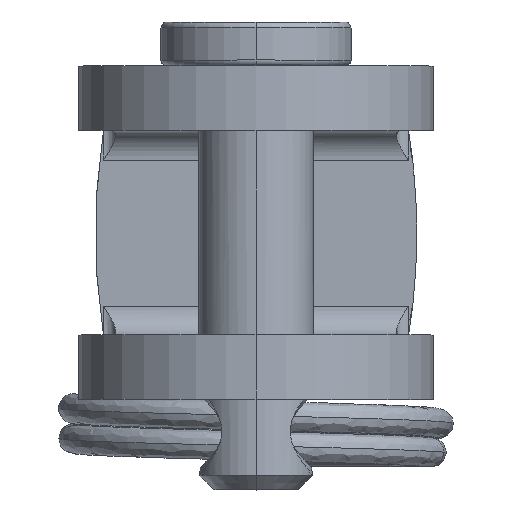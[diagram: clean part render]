
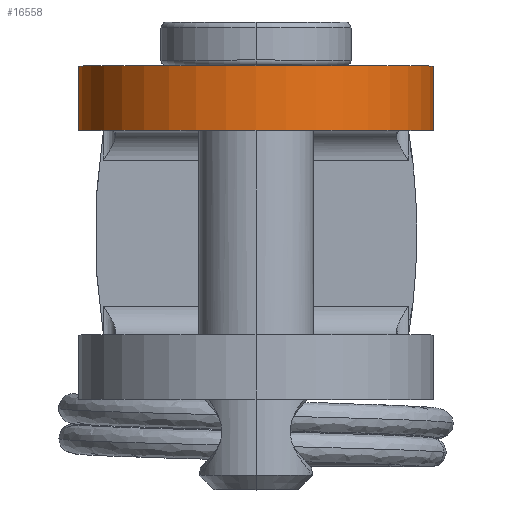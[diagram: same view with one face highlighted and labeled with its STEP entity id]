
A CAD part, top view. The second image highlights one B-rep face of the part: STEP entity #16558.
In plain terms, the highlighted cylindrical face has radius 6.064 mm (diameter 12.127 mm), a partial arc.
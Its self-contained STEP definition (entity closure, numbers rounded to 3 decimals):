
#459 = CARTESIAN_POINT ( 'NONE',  ( 0., 5.7, 9.436 ) ) ;
#1221 = ORIENTED_EDGE ( 'NONE', *, *, #13743, .F. ) ;
#1342 = EDGE_CURVE ( 'NONE', #2876, #21615, #8755, .T. ) ;
#1354 = DIRECTION ( 'NONE',  ( 0., -1., 0. ) ) ;
#1610 = ORIENTED_EDGE ( 'NONE', *, *, #6336, .F. ) ;
#2876 = VERTEX_POINT ( 'NONE', #7195 ) ;
#4699 = EDGE_CURVE ( 'NONE', #17403, #2876, #19412, .T. ) ;
#5287 = VECTOR ( 'NONE', #8983, 1000. ) ;
#5844 = AXIS2_PLACEMENT_3D ( 'NONE', #459, #12218, #10713 ) ;
#6336 = EDGE_CURVE ( 'NONE', #20236, #21615, #7105, .T. ) ;
#7105 = LINE ( 'NONE', #12140, #5287 ) ;
#7195 = CARTESIAN_POINT ( 'NONE',  ( -6., 3.5, 8.56 ) ) ;
#7308 = CARTESIAN_POINT ( 'NONE',  ( -6., 5.7, 8.56 ) ) ;
#7492 = CIRCLE ( 'NONE', #5844, 6.064 ) ;
#7588 = DIRECTION ( 'NONE',  ( 0., 0., -1. ) ) ;
#7979 = CYLINDRICAL_SURFACE ( 'NONE', #10687, 6.064 ) ;
#8140 = CARTESIAN_POINT ( 'NONE',  ( 6., 3.5, 8.56 ) ) ;
#8546 = EDGE_LOOP ( 'NONE', ( #15062, #1610, #1221, #19898 ) ) ;
#8755 = CIRCLE ( 'NONE', #21575, 6.064 ) ;
#8983 = DIRECTION ( 'NONE',  ( 0., -1., 0. ) ) ;
#10050 = CARTESIAN_POINT ( 'NONE',  ( 0., 5.7, 9.436 ) ) ;
#10572 = VECTOR ( 'NONE', #20553, 1000. ) ;
#10687 = AXIS2_PLACEMENT_3D ( 'NONE', #10050, #1354, #11518 ) ;
#10713 = DIRECTION ( 'NONE',  ( 0., 0., -1. ) ) ;
#11518 = DIRECTION ( 'NONE',  ( 0., 0., -1. ) ) ;
#12140 = CARTESIAN_POINT ( 'NONE',  ( 6., 5.7, 8.56 ) ) ;
#12218 = DIRECTION ( 'NONE',  ( 0., 1., 0. ) ) ;
#12435 = FACE_OUTER_BOUND ( 'NONE', #8546, .T. ) ;
#12648 = DIRECTION ( 'NONE',  ( 0., 1., 0. ) ) ;
#13743 = EDGE_CURVE ( 'NONE', #17403, #20236, #7492, .T. ) ;
#14073 = CARTESIAN_POINT ( 'NONE',  ( -6., 5.7, 8.56 ) ) ;
#15062 = ORIENTED_EDGE ( 'NONE', *, *, #1342, .T. ) ;
#16225 = CARTESIAN_POINT ( 'NONE',  ( 6., 5.7, 8.56 ) ) ;
#16558 = ADVANCED_FACE ( 'NONE', ( #12435 ), #7979, .T. ) ;
#17403 = VERTEX_POINT ( 'NONE', #14073 ) ;
#19279 = CARTESIAN_POINT ( 'NONE',  ( 0., 3.5, 9.436 ) ) ;
#19412 = LINE ( 'NONE', #7308, #10572 ) ;
#19898 = ORIENTED_EDGE ( 'NONE', *, *, #4699, .T. ) ;
#20236 = VERTEX_POINT ( 'NONE', #16225 ) ;
#20553 = DIRECTION ( 'NONE',  ( 0., -1., 0. ) ) ;
#21575 = AXIS2_PLACEMENT_3D ( 'NONE', #19279, #12648, #7588 ) ;
#21615 = VERTEX_POINT ( 'NONE', #8140 ) ;
